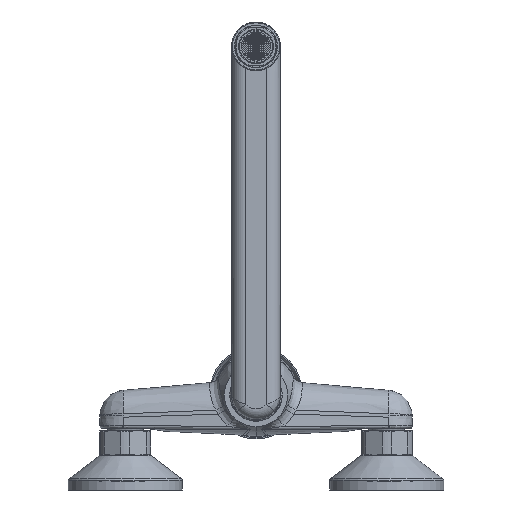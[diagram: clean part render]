
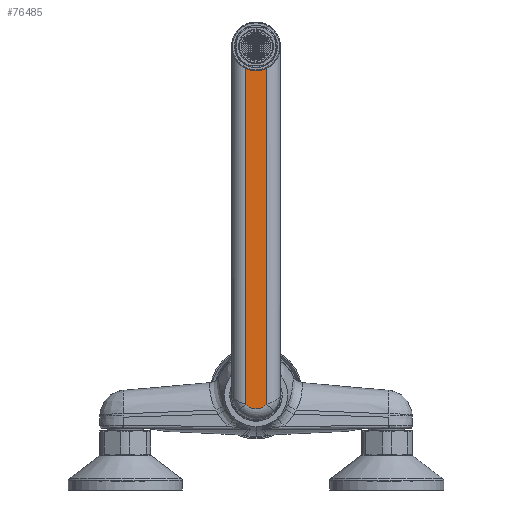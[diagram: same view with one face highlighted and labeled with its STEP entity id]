
A CAD part, front view. The second image highlights one B-rep face of the part: STEP entity #76485.
In plain terms, the highlighted planar face has unit normal (0, -1, 0).
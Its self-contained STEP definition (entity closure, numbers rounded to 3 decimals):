
#73747=CARTESIAN_POINT('',(0.,-63.5,219.5));
#73748=DIRECTION('',(0.,1.,0.));
#73749=DIRECTION('',(0.429,0.,-0.904));
#73750=AXIS2_PLACEMENT_3D('',#73747,#73748,#73749);
#73839=DIRECTION('',(0.,0.,1.));
#73840=VECTOR('',#73839,192.642);
#73841=CARTESIAN_POINT('',(6.,-63.5,14.208));
#73842=LINE('',#73841,#73840);
#73881=DIRECTION('',(0.,0.,-1.));
#73882=VECTOR('',#73881,192.642);
#73883=CARTESIAN_POINT('',(-6.,-63.5,206.851));
#73884=LINE('',#73883,#73882);
#73885=CARTESIAN_POINT('',(-6.,-63.5,14.208));
#73917=CARTESIAN_POINT('',(0.,-63.5,19.5));
#73918=DIRECTION('',(0.,1.,0.));
#73919=DIRECTION('',(0.75,0.,-0.661));
#73920=AXIS2_PLACEMENT_3D('',#73917,#73918,#73919);
#74762=CARTESIAN_POINT('',(6.,-63.5,206.851));
#74763=CARTESIAN_POINT('',(-6.,-63.5,206.851));
#74764=VERTEX_POINT('',#74762);
#74765=VERTEX_POINT('',#74763);
#74778=VERTEX_POINT('',#73885);
#74783=CARTESIAN_POINT('',(6.,-63.5,14.208));
#74784=VERTEX_POINT('',#74783);
#76473=CARTESIAN_POINT('',(-6.,-63.5,-17.3));
#76474=DIRECTION('',(0.,-1.,0.));
#76475=DIRECTION('',(1.,0.,0.));
#76476=AXIS2_PLACEMENT_3D('',#76473,#76474,#76475);
#76477=PLANE('',#76476);
#76479=ORIENTED_EDGE('',*,*,#76478,.T.);
#76480=ORIENTED_EDGE('',*,*,#76455,.F.);
#76481=ORIENTED_EDGE('',*,*,#76258,.F.);
#76482=ORIENTED_EDGE('',*,*,#76288,.F.);
#76483=EDGE_LOOP('',(#76479,#76480,#76481,#76482));
#76484=FACE_OUTER_BOUND('',#76483,.F.);
#76485=ADVANCED_FACE('',(#76484),#76477,.T.);
#73751=CIRCLE('',#73750,14.);
#73921=CIRCLE('',#73920,8.);
#76258=EDGE_CURVE('',#74764,#74765,#73751,.T.);
#76288=EDGE_CURVE('',#74784,#74764,#73842,.T.);
#76455=EDGE_CURVE('',#74765,#74778,#73884,.T.);
#76478=EDGE_CURVE('',#74784,#74778,#73921,.T.);
